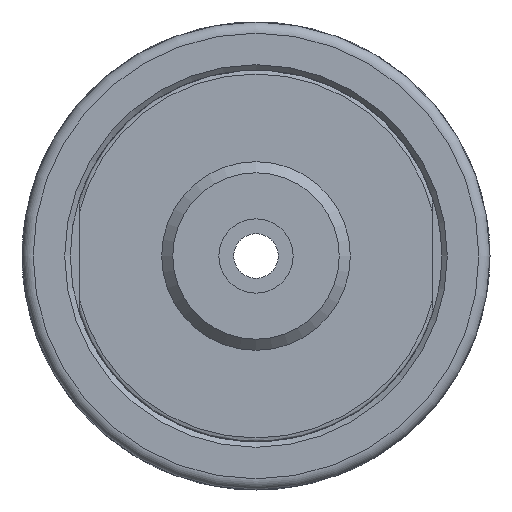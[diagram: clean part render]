
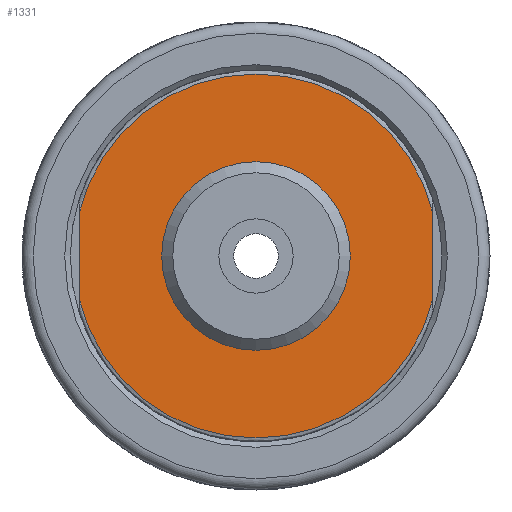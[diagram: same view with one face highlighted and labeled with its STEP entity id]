
A CAD part, left-side view. The second image highlights one B-rep face of the part: STEP entity #1331.
In plain terms, the highlighted planar face has unit normal (-1, 0, 0).
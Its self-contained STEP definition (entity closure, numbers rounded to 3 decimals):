
#51=FACE_BOUND('',#202,.T.);
#125=FACE_OUTER_BOUND('',#201,.T.);
#201=EDGE_LOOP('',(#989,#990,#991,#992));
#202=EDGE_LOOP('',(#993,#994));
#257=LINE('',#2027,#324);
#263=LINE('',#2076,#330);
#324=VECTOR('',#1589,10.);
#330=VECTOR('',#1615,10.);
#396=CIRCLE('',#1410,24.5);
#435=CIRCLE('',#1469,12.65);
#436=CIRCLE('',#1470,12.65);
#437=CIRCLE('',#1472,24.5);
#500=VERTEX_POINT('',#2013);
#501=VERTEX_POINT('',#2026);
#509=VERTEX_POINT('',#2058);
#510=VERTEX_POINT('',#2075);
#546=VERTEX_POINT('',#2189);
#547=VERTEX_POINT('',#2191);
#651=EDGE_CURVE('',#501,#500,#257,.T.);
#662=EDGE_CURVE('',#501,#509,#396,.T.);
#665=EDGE_CURVE('',#510,#509,#263,.T.);
#715=EDGE_CURVE('',#547,#546,#435,.T.);
#716=EDGE_CURVE('',#546,#547,#436,.T.);
#717=EDGE_CURVE('',#510,#500,#437,.T.);
#989=ORIENTED_EDGE('',*,*,#651,.T.);
#990=ORIENTED_EDGE('',*,*,#717,.F.);
#991=ORIENTED_EDGE('',*,*,#665,.T.);
#992=ORIENTED_EDGE('',*,*,#662,.F.);
#993=ORIENTED_EDGE('',*,*,#715,.T.);
#994=ORIENTED_EDGE('',*,*,#716,.T.);
#1282=PLANE('',#1471);
#1331=ADVANCED_FACE('',(#125,#51),#1282,.T.);
#1410=AXIS2_PLACEMENT_3D('',#2059,#1608,#1609);
#1469=AXIS2_PLACEMENT_3D('',#2192,#1738,#1739);
#1470=AXIS2_PLACEMENT_3D('',#2193,#1740,#1741);
#1471=AXIS2_PLACEMENT_3D('',#2194,#1742,#1743);
#1472=AXIS2_PLACEMENT_3D('',#2195,#1744,#1745);
#1589=DIRECTION('',(0.,0.,1.));
#1608=DIRECTION('center_axis',(1.,0.,0.));
#1609=DIRECTION('ref_axis',(0.,0.,-1.));
#1615=DIRECTION('',(0.,0.,-1.));
#1738=DIRECTION('center_axis',(1.,0.,0.));
#1739=DIRECTION('ref_axis',(0.,0.,-1.));
#1740=DIRECTION('center_axis',(1.,0.,0.));
#1741=DIRECTION('ref_axis',(0.,0.,-1.));
#1742=DIRECTION('center_axis',(-1.,0.,0.));
#1743=DIRECTION('ref_axis',(0.,0.,1.));
#1744=DIRECTION('center_axis',(1.,0.,0.));
#1745=DIRECTION('ref_axis',(0.,0.,-1.));
#2013=CARTESIAN_POINT('',(0.,-23.81,5.774));
#2026=CARTESIAN_POINT('',(0.,-23.81,-5.774));
#2027=CARTESIAN_POINT('',(0.,-23.81,-0.737));
#2058=CARTESIAN_POINT('',(0.,23.81,-5.774));
#2059=CARTESIAN_POINT('Origin',(0.,0.,0.));
#2075=CARTESIAN_POINT('',(0.,23.81,5.774));
#2076=CARTESIAN_POINT('',(0.,23.81,0.737));
#2189=CARTESIAN_POINT('',(0.,0.,12.65));
#2191=CARTESIAN_POINT('',(0.,12.65,0.));
#2192=CARTESIAN_POINT('Origin',(0.,0.,0.));
#2193=CARTESIAN_POINT('Origin',(0.,0.,0.));
#2194=CARTESIAN_POINT('Origin',(0.,24.5,0.));
#2195=CARTESIAN_POINT('Origin',(0.,0.,0.));
